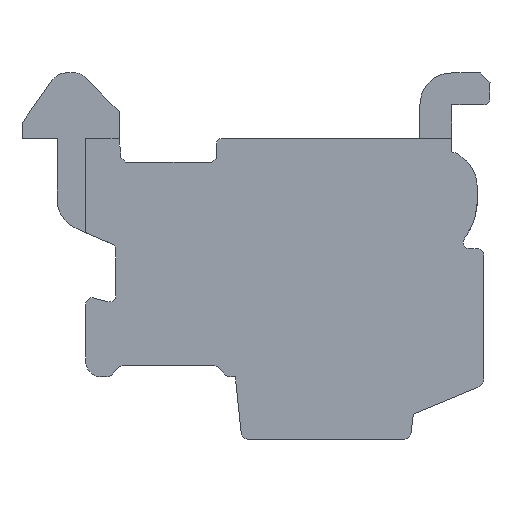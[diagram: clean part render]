
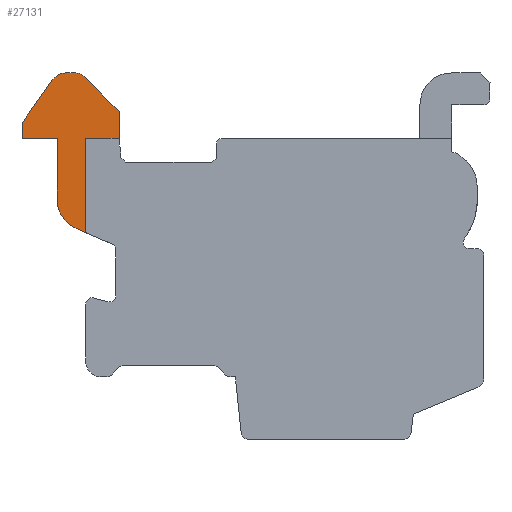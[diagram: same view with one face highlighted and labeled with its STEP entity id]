
A CAD part, front view. The second image highlights one B-rep face of the part: STEP entity #27131.
In plain terms, the highlighted planar face has unit normal (0, -1, 0).
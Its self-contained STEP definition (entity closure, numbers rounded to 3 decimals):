
#359=DIRECTION('',(0.916,0.,-0.401));
#360=VECTOR('',#359,0.328);
#361=CARTESIAN_POINT('',(-5.671,-117.9,
0.645));
#362=LINE('',#361,#360);
#7247=DIRECTION('',(-1.,0.,0.));
#7248=VECTOR('',#7247,1.1);
#7249=CARTESIAN_POINT('',(-6.27,-117.9,
3.476));
#7250=LINE('',#7249,#7248);
#7535=DIRECTION('',(0.,0.,1.));
#7536=VECTOR('',#7535,1.914);
#7537=CARTESIAN_POINT('',(-6.27,-117.9,
1.561));
#7538=LINE('',#7537,#7536);
#7867=CARTESIAN_POINT('',(-5.27,-117.9,
1.561));
#7868=DIRECTION('',(0.,1.,0.));
#7869=DIRECTION('',(-0.401,0.,-0.916));
#7870=AXIS2_PLACEMENT_3D('',#7867,#7868,#7869);
#7915=DIRECTION('',(0.,0.,-1.));
#7916=VECTOR('',#7915,0.845);
#7917=CARTESIAN_POINT('',(-4.32,-117.9,
4.32));
#7918=LINE('',#7917,#7916);
#8928=DIRECTION('',(0.,0.,1.));
#8929=VECTOR('',#8928,2.963);
#8930=CARTESIAN_POINT('',(-5.37,-117.9,
0.513));
#8931=LINE('',#8930,#8929);
#8936=CARTESIAN_POINT('',(-4.32,-117.9,
3.476));
#8937=CARTESIAN_POINT('',(-4.67,-117.9,
3.476));
#8938=CARTESIAN_POINT('',(-5.02,-117.9,
3.477));
#8939=CARTESIAN_POINT('',(-5.37,-117.9,
3.477));
#9205=DIRECTION('',(0.,0.,1.));
#9206=VECTOR('',#9205,0.475);
#9207=CARTESIAN_POINT('',(-7.37,-117.9,
3.475));
#9208=LINE('',#9207,#9206);
#9493=DIRECTION('',(0.575,0.,0.818));
#9494=VECTOR('',#9493,1.666);
#9495=CARTESIAN_POINT('',(-7.37,-117.9,
3.95));
#9496=LINE('',#9495,#9494);
#9825=CARTESIAN_POINT('',(-6.003,-117.9,
5.025));
#9826=DIRECTION('',(0.,1.,0.));
#9827=DIRECTION('',(-0.818,0.,0.575));
#9828=AXIS2_PLACEMENT_3D('',#9825,#9826,#9827);
#10117=DIRECTION('',(1.,0.,0.));
#10118=VECTOR('',#10117,0.312);
#10119=CARTESIAN_POINT('',(-6.003,-117.9,
5.525));
#10120=LINE('',#10119,#10118);
#10449=CARTESIAN_POINT('',(-5.691,-117.9,
5.125));
#10450=DIRECTION('',(0.,1.,0.));
#10451=DIRECTION('',(0.,0.,1.));
#10452=AXIS2_PLACEMENT_3D('',#10449,#10450,#10451);
#10741=DIRECTION('',(0.707,0.,-0.707));
#10742=VECTOR('',#10741,1.538);
#10743=CARTESIAN_POINT('',(-5.408,-117.9,
5.408));
#10744=LINE('',#10743,#10742);
#14127=CARTESIAN_POINT('',(-7.37,-117.9,
3.475));
#14128=CARTESIAN_POINT('',(-7.37,-117.9,
3.95));
#14129=VERTEX_POINT('',#14127);
#14130=VERTEX_POINT('',#14128);
#14131=CARTESIAN_POINT('',(-6.412,-117.9,
5.313));
#14132=VERTEX_POINT('',#14131);
#14133=CARTESIAN_POINT('',(-6.003,-117.9,
5.525));
#14134=VERTEX_POINT('',#14133);
#14135=CARTESIAN_POINT('',(-5.691,-117.9,
5.525));
#14136=VERTEX_POINT('',#14135);
#14137=CARTESIAN_POINT('',(-5.408,-117.9,
5.408));
#14138=VERTEX_POINT('',#14137);
#14139=CARTESIAN_POINT('',(-4.32,-117.9,
4.32));
#14140=VERTEX_POINT('',#14139);
#14141=CARTESIAN_POINT('',(-4.32,-117.9,
3.476));
#14142=VERTEX_POINT('',#14141);
#16079=CARTESIAN_POINT('',(-5.671,-117.9,
0.645));
#16080=CARTESIAN_POINT('',(-5.37,-117.9,
0.513));
#16081=VERTEX_POINT('',#16079);
#16082=VERTEX_POINT('',#16080);
#16083=CARTESIAN_POINT('',(-6.27,-117.9,
1.561));
#16084=VERTEX_POINT('',#16083);
#16085=CARTESIAN_POINT('',(-6.27,-117.9,
3.476));
#16086=VERTEX_POINT('',#16085);
#16087=CARTESIAN_POINT('',(-5.37,-117.9,
3.477));
#16088=VERTEX_POINT('',#16087);
#27105=CARTESIAN_POINT('',(7.33,-117.9,
3.475));
#27106=DIRECTION('',(0.,1.,0.));
#27107=DIRECTION('',(0.,0.,1.));
#27108=AXIS2_PLACEMENT_3D('',#27105,#27106,#27107);
#27109=PLANE('',#27108);
#27110=ORIENTED_EDGE('',*,*,#22354,.T.);
#27111=ORIENTED_EDGE('',*,*,#27082,.F.);
#27112=ORIENTED_EDGE('',*,*,#16379,.F.);
#27113=ORIENTED_EDGE('',*,*,#26378,.T.);
#27114=ORIENTED_EDGE('',*,*,#26045,.T.);
#27115=ORIENTED_EDGE('',*,*,#25688,.T.);
#27117=ORIENTED_EDGE('',*,*,#27116,.T.);
#27119=ORIENTED_EDGE('',*,*,#27118,.T.);
#27121=ORIENTED_EDGE('',*,*,#27120,.T.);
#27123=ORIENTED_EDGE('',*,*,#27122,.T.);
#27125=ORIENTED_EDGE('',*,*,#27124,.T.);
#27127=ORIENTED_EDGE('',*,*,#27126,.T.);
#27128=ORIENTED_EDGE('',*,*,#26472,.T.);
#27129=EDGE_LOOP('',(#27110,#27111,#27112,#27113,#27114,#27115,#27117,#27119,
#27121,#27123,#27125,#27127,#27128));
#27130=FACE_OUTER_BOUND('',#27129,.F.);
#27131=ADVANCED_FACE('',(#27130),#27109,.F.);
#7871=CIRCLE('',#7870,1.);
#8940=B_SPLINE_CURVE_WITH_KNOTS('',3,(#8936,#8937,#8938,#8939),.UNSPECIFIED.,
.F.,.F.,(4,4),(0.,1.),.UNSPECIFIED.);
#9829=CIRCLE('',#9828,0.5);
#10453=CIRCLE('',#10452,0.4);
#16379=EDGE_CURVE('',#16081,#16082,#362,.T.);
#22354=EDGE_CURVE('',#14142,#16088,#8940,.T.);
#25688=EDGE_CURVE('',#16086,#14129,#7250,.T.);
#26045=EDGE_CURVE('',#16084,#16086,#7538,.T.);
#26378=EDGE_CURVE('',#16081,#16084,#7871,.T.);
#26472=EDGE_CURVE('',#14140,#14142,#7918,.T.);
#27082=EDGE_CURVE('',#16082,#16088,#8931,.T.);
#27116=EDGE_CURVE('',#14129,#14130,#9208,.T.);
#27118=EDGE_CURVE('',#14130,#14132,#9496,.T.);
#27120=EDGE_CURVE('',#14132,#14134,#9829,.T.);
#27122=EDGE_CURVE('',#14134,#14136,#10120,.T.);
#27124=EDGE_CURVE('',#14136,#14138,#10453,.T.);
#27126=EDGE_CURVE('',#14138,#14140,#10744,.T.);
